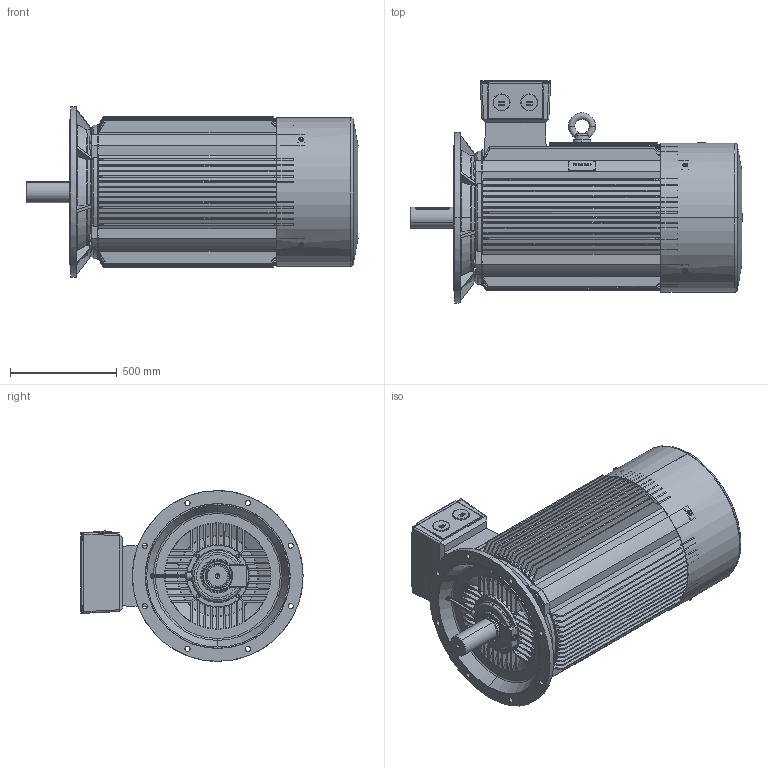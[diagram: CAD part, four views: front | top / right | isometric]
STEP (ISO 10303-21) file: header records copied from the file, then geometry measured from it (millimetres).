
FILE_DESCRIPTION (( 'STEP AP203' ), '1' );
FILE_NAME ('Y2-355-4.6.8 B5装配体.STEP', '2014-07-12T01:12:20', ( '微软用户' ), ( '微软中国' ), 'SwSTEP 2.0', 'SolidWorks 2008', '' );
FILE_SCHEMA (( 'CONFIG_CONTROL_DESIGN' ));
Products named in the file (22): 355 B5机壳_默认; 355-4油封_默认; 355-4风叶_默认; 355铭牌_默认; M16_默认; 铜油嘴_默认; M36吊环_默认; 355-4 B5法兰_默认; 355-4油管_默认; Y2-355-4.6.8 B5蚾饜极; 355-4后端盖_默认; 355-4后轴承外盖_默认; 355-4转轴_默认; 355-4轴承外盖_默认; 355接线盒座_默认; 355接线盒盖_默认; M63螺塞_默认; 355-4风罩_默认; M12_默认; 扣塞_默认; M10-90_默认; ｷ釁ﾖﾂﾝｶ､ｼﾓｵ貳ｬ_ﾄｬﾈﾏ
Assembly tree (41 placements, depth 2):
  Y2-355-4.6.8 B5蚾饜极
    铜油嘴_默认  x2
    M10-90_默认  x4
    M12_默认  x4
    355-4后轴承外盖_默认
    355-4油封_默认  x2
    355-4油管_默认  x2
    355接线盒盖_默认
    M63螺塞_默认  x2
    355-4后端盖_默认
    355-4轴承外盖_默认
    ｷ釁ﾖﾂﾝｶ､ｼﾓｵ貳ｬ_ﾄｬﾈﾏ  x4
    355 B5机壳_默认
    M16_默认  x8
    扣塞_默认
    355铭牌_默认
    355-4转轴_默认
    355接线盒座_默认
    355-4 B5法兰_默认
    355-4风罩_默认
    M36吊环_默认
    355-4风叶_默认
Bounding box: 1556 x 1041 x 800 mm (x, y, z)
Volume: 117014923.1 mm3; surface area: 15860153 mm2
Topology: 45 solids, 45 shells, 6031 faces, 16841 edges, 11021 vertices
Faces by surface type: plane 3909, cylinder 892, torus 544, cone 347, bspline 321, sphere 18
Entity records: 202009 total; most frequent: CARTESIAN_POINT 60418, ORIENTED_EDGE 30424, DIRECTION 25963, EDGE_CURVE 15212, VERTEX_POINT 9963, VECTOR 9829, LINE 9829, AXIS2_PLACEMENT_3D 8067
